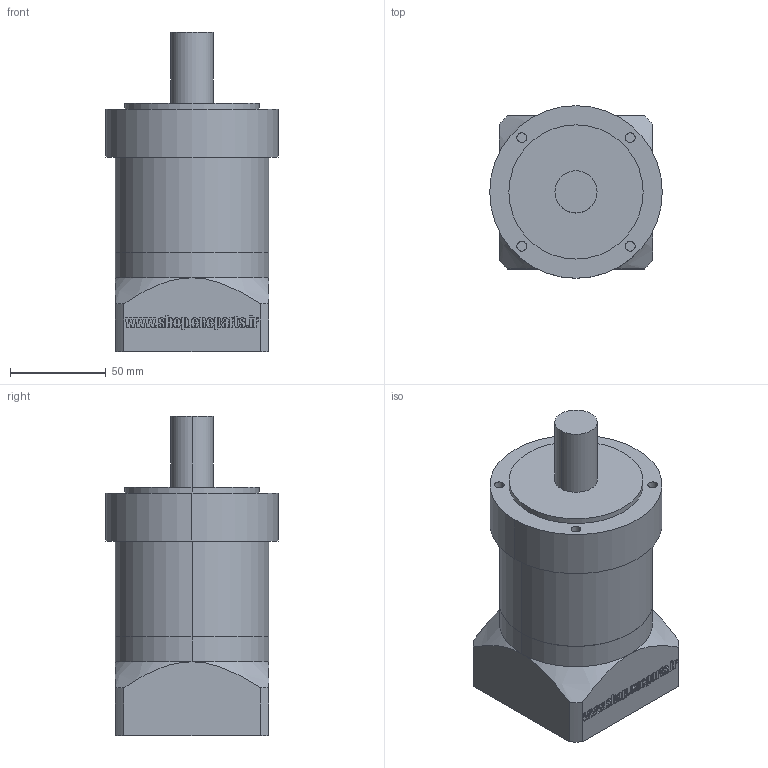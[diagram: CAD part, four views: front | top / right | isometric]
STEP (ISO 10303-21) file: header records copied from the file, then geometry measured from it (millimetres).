
FILE_DESCRIPTION (( 'STEP AP214' ), '1' );
FILE_NAME ('le90-015-19.STEP', '2025-11-24T16:31:08', ( '' ), ( '' ), 'SwSTEP 2.0', 'SolidWorks 2024', '' );
FILE_SCHEMA (( 'AUTOMOTIVE_DESIGN' ));
Length unit declared in the file: millimetre
Products named in the file (1): le90-015-19
Bounding box: 90 x 90 x 166.5 mm (x, y, z)
Volume: 689534.4 mm3; surface area: 63807.7 mm2
Topology: 1 solids, 1 shells, 462 faces, 1248 edges, 826 vertices
Faces by surface type: plane 189, cylinder 152, bspline 117, cone 4
Entity records: 28979 total; most frequent: CARTESIAN_POINT 18826, ORIENTED_EDGE 2496, DIRECTION 1530, EDGE_CURVE 1248, VERTEX_POINT 826, LINE 694, VECTOR 694, EDGE_LOOP 500
